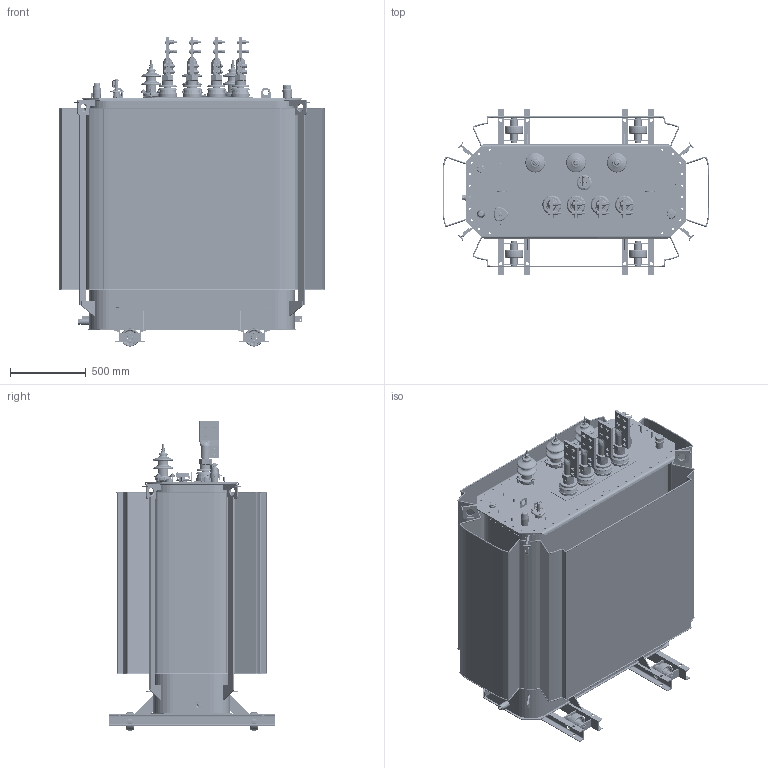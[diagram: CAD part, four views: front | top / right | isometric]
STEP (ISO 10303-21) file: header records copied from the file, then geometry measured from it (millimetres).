
FILE_DESCRIPTION(/* description */ (''),/* implementation_level */ '2;1');
FILE_NAME(/* name */ 'ВИЕЛ.672333.012.10.stp',/* time_stamp */ '2019-10-01T08:25:46+03:00',/* author */ ('56691'),/* organization */ (''),/* preprocessor_version */ 'ST-DEVELOPER v15.2',/* originating_system */ 'Autodesk Inventor 2014',/* authorisation */ '');
FILE_SCHEMA (('AUTOMOTIVE_DESIGN { 1 0 10303 214 3 1 1 }'));
Products named in the file (1): ВИЕЛ.672333.012
Bounding box: 1765.5 x 1100 x 2044.9 mm (x, y, z)
Volume: 41261156.1 mm3; surface area: 28888234.5 mm2
Topology: 107 solids, 158 shells, 9561 faces, 24337 edges, 15348 vertices
Faces by surface type: plane 4560, cylinder 2451, bspline 1432, cone 536, torus 490, sphere 92
Full cylindrical faces by diameter (mm): 1.6 x3, 1.827 x2, 2 x2, 2.5 x6, 2.6 x1, 3 x13, 3.1 x2, 3.15 x3, 3.2 x2, 3.5 x1, 3.96 x1, 4 x3, 4.42 x3, 4.917 x2, 5 x3, 5.3 x2, 5.5 x2, 5.94 x4, 6 x14, 6.2 x5, 6.4 x3, 6.5 x1, 7 x9, 7.1 x2, 7.5 x9, 7.92 x3, 8 x41, 8.4 x3, 8.746 x17, 9 x9
Entity records: 334647 total; most frequent: CARTESIAN_POINT 113159, ORIENTED_EDGE 43852, DIRECTION 41051, EDGE_CURVE 21875, AXIS2_PLACEMENT_3D 15294, VERTEX_POINT 14886, EDGE_LOOP 12669, LINE 10463
